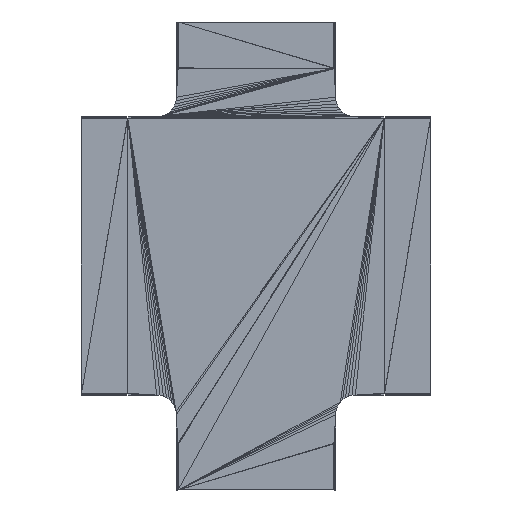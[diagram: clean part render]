
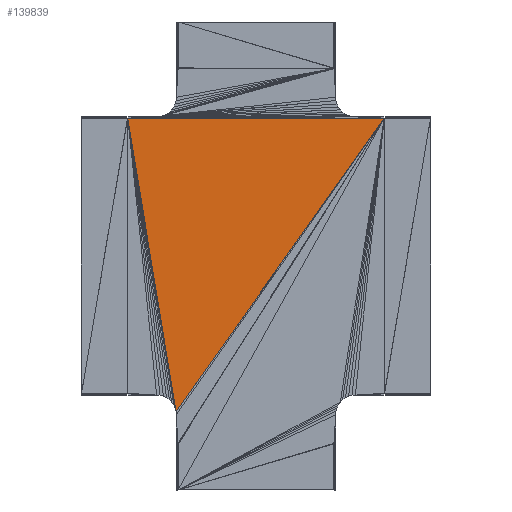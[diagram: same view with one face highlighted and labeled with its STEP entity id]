
A CAD part, top view. The second image highlights one B-rep face of the part: STEP entity #139839.
In plain terms, the highlighted planar face has unit normal (0, 0, 1).
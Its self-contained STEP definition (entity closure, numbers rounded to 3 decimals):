
#13825 = VERTEX_POINT('',#13826);
#13826 = CARTESIAN_POINT('',(-936.268,-5832.767,
    18.459));
#13867 = PLANE('',#13868);
#13868 = AXIS2_PLACEMENT_3D('',#13869,#13870,#13871);
#13869 = CARTESIAN_POINT('',(-1066.476,-5832.859,
    18.459));
#13870 = DIRECTION('',(0.,0.,1.));
#13871 = DIRECTION('',(0.,1.,0.));
#13976 = PLANE('',#13977);
#13977 = AXIS2_PLACEMENT_3D('',#13978,#13979,#13980);
#13978 = CARTESIAN_POINT('',(-1041.912,-5981.716,
    18.459));
#13979 = DIRECTION('',(0.,0.,1.));
#13980 = DIRECTION('',(1.,0.,-0.));
#27726 = VERTEX_POINT('',#27727);
#27727 = CARTESIAN_POINT('',(-1196.744,-5833.041,
    18.459));
#47513 = VERTEX_POINT('',#47514);
#47514 = CARTESIAN_POINT('',(-1147.673,-6130.668,
    18.459));
#47554 = PLANE('',#47555);
#47555 = AXIS2_PLACEMENT_3D('',#47556,#47557,#47558);
#47556 = CARTESIAN_POINT('',(-1172.292,-5981.873,
    18.459));
#47557 = DIRECTION('',(0.,0.,1.));
#47558 = DIRECTION('',(1.,0.,-0.));
#139814 = EDGE_CURVE('',#27726,#47513,#139815,.T.);
#139815 = SURFACE_CURVE('',#139816,(#139820,#139827),.PCURVE_S1.);
#139816 = LINE('',#139817,#139818);
#139817 = CARTESIAN_POINT('',(-1196.744,-5833.041,
    18.459));
#139818 = VECTOR('',#139819,1.);
#139819 = DIRECTION('',(0.163,-0.987,0.));
#139820 = PCURVE('',#47554,#139821);
#139821 = DEFINITIONAL_REPRESENTATION('',(#139822),#139826);
#139822 = LINE('',#139823,#139824);
#139823 = CARTESIAN_POINT('',(-24.452,148.832));
#139824 = VECTOR('',#139825,1.);
#139825 = DIRECTION('',(0.163,-0.987));
#139826 = ( GEOMETRIC_REPRESENTATION_CONTEXT(2) 
PARAMETRIC_REPRESENTATION_CONTEXT() REPRESENTATION_CONTEXT('2D SPACE',''
  ) );
#139827 = PCURVE('',#139828,#139833);
#139828 = PLANE('',#139829);
#139829 = AXIS2_PLACEMENT_3D('',#139830,#139831,#139832);
#139830 = CARTESIAN_POINT('',(-1091.222,-5939.966,
    18.459));
#139831 = DIRECTION('',(0.,0.,1.));
#139832 = DIRECTION('',(0.,1.,0.));
#139833 = DEFINITIONAL_REPRESENTATION('',(#139834),#139838);
#139834 = LINE('',#139835,#139836);
#139835 = CARTESIAN_POINT('',(106.925,105.522));
#139836 = VECTOR('',#139837,1.);
#139837 = DIRECTION('',(-0.987,-0.163));
#139838 = ( GEOMETRIC_REPRESENTATION_CONTEXT(2) 
PARAMETRIC_REPRESENTATION_CONTEXT() REPRESENTATION_CONTEXT('2D SPACE',''
  ) );
#139839 = ADVANCED_FACE('',(#139840),#139828,.T.);
#139840 = FACE_BOUND('',#139841,.T.);
#139841 = EDGE_LOOP('',(#139842,#139863,#139864));
#139842 = ORIENTED_EDGE('',*,*,#139843,.T.);
#139843 = EDGE_CURVE('',#13825,#27726,#139844,.T.);
#139844 = SURFACE_CURVE('',#139845,(#139849,#139856),.PCURVE_S1.);
#139845 = LINE('',#139846,#139847);
#139846 = CARTESIAN_POINT('',(-936.268,-5832.767,
    18.459));
#139847 = VECTOR('',#139848,1.);
#139848 = DIRECTION('',(-1.,-0.001,0.));
#139849 = PCURVE('',#139828,#139850);
#139850 = DEFINITIONAL_REPRESENTATION('',(#139851),#139855);
#139851 = LINE('',#139852,#139853);
#139852 = CARTESIAN_POINT('',(107.199,-154.954));
#139853 = VECTOR('',#139854,1.);
#139854 = DIRECTION('',(-0.001,1.));
#139855 = ( GEOMETRIC_REPRESENTATION_CONTEXT(2) 
PARAMETRIC_REPRESENTATION_CONTEXT() REPRESENTATION_CONTEXT('2D SPACE',''
  ) );
#139856 = PCURVE('',#13867,#139857);
#139857 = DEFINITIONAL_REPRESENTATION('',(#139858),#139862);
#139858 = LINE('',#139859,#139860);
#139859 = CARTESIAN_POINT('',(0.092,-130.208));
#139860 = VECTOR('',#139861,1.);
#139861 = DIRECTION('',(-0.001,1.));
#139862 = ( GEOMETRIC_REPRESENTATION_CONTEXT(2) 
PARAMETRIC_REPRESENTATION_CONTEXT() REPRESENTATION_CONTEXT('2D SPACE',''
  ) );
#139863 = ORIENTED_EDGE('',*,*,#139814,.T.);
#139864 = ORIENTED_EDGE('',*,*,#139865,.T.);
#139865 = EDGE_CURVE('',#47513,#13825,#139866,.T.);
#139866 = SURFACE_CURVE('',#139867,(#139871,#139878),.PCURVE_S1.);
#139867 = LINE('',#139868,#139869);
#139868 = CARTESIAN_POINT('',(-1147.673,-6130.668,
    18.459));
#139869 = VECTOR('',#139870,1.);
#139870 = DIRECTION('',(0.579,0.816,0.));
#139871 = PCURVE('',#139828,#139872);
#139872 = DEFINITIONAL_REPRESENTATION('',(#139873),#139877);
#139873 = LINE('',#139874,#139875);
#139874 = CARTESIAN_POINT('',(-190.703,56.451));
#139875 = VECTOR('',#139876,1.);
#139876 = DIRECTION('',(0.816,-0.579));
#139877 = ( GEOMETRIC_REPRESENTATION_CONTEXT(2) 
PARAMETRIC_REPRESENTATION_CONTEXT() REPRESENTATION_CONTEXT('2D SPACE',''
  ) );
#139878 = PCURVE('',#13976,#139879);
#139879 = DEFINITIONAL_REPRESENTATION('',(#139880),#139884);
#139880 = LINE('',#139881,#139882);
#139881 = CARTESIAN_POINT('',(-105.76,-148.952));
#139882 = VECTOR('',#139883,1.);
#139883 = DIRECTION('',(0.579,0.816));
#139884 = ( GEOMETRIC_REPRESENTATION_CONTEXT(2) 
PARAMETRIC_REPRESENTATION_CONTEXT() REPRESENTATION_CONTEXT('2D SPACE',''
  ) );
